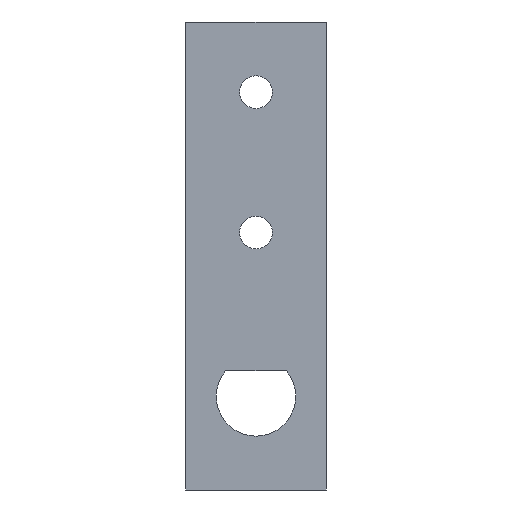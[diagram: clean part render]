
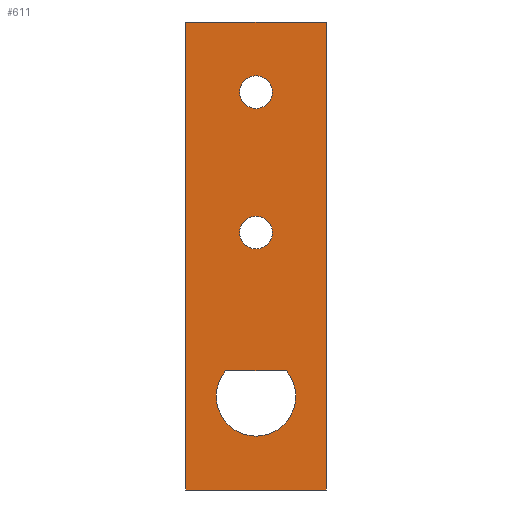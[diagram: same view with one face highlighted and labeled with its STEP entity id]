
A CAD part, front view. The second image highlights one B-rep face of the part: STEP entity #611.
In plain terms, the highlighted planar face has unit normal (0, -1, 0).
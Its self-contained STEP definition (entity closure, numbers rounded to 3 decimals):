
#24 = VERTEX_POINT('',#25);
#25 = CARTESIAN_POINT('',(-15.,-20.,-40.));
#32 = PLANE('',#33);
#33 = AXIS2_PLACEMENT_3D('',#34,#35,#36);
#34 = CARTESIAN_POINT('',(-15.,0.,-40.));
#35 = DIRECTION('',(-1.,0.,0.));
#36 = DIRECTION('',(0.,0.,1.));
#44 = PLANE('',#45);
#45 = AXIS2_PLACEMENT_3D('',#46,#47,#48);
#46 = CARTESIAN_POINT('',(15.,0.,-40.));
#47 = DIRECTION('',(0.,0.,-1.));
#48 = DIRECTION('',(-1.,0.,0.));
#56 = EDGE_CURVE('',#24,#57,#59,.T.);
#57 = VERTEX_POINT('',#58);
#58 = CARTESIAN_POINT('',(-15.,-20.,60.));
#59 = SURFACE_CURVE('',#60,(#64,#71),.PCURVE_S1.);
#60 = LINE('',#61,#62);
#61 = CARTESIAN_POINT('',(-15.,-20.,-40.));
#62 = VECTOR('',#63,1.);
#63 = DIRECTION('',(0.,0.,1.));
#64 = PCURVE('',#32,#65);
#65 = DEFINITIONAL_REPRESENTATION('',(#66),#70);
#66 = LINE('',#67,#68);
#67 = CARTESIAN_POINT('',(0.,-20.));
#68 = VECTOR('',#69,1.);
#69 = DIRECTION('',(1.,0.));
#70 = ( GEOMETRIC_REPRESENTATION_CONTEXT(2) 
PARAMETRIC_REPRESENTATION_CONTEXT() REPRESENTATION_CONTEXT('2D SPACE',''
  ) );
#71 = PCURVE('',#72,#77);
#72 = PLANE('',#73);
#73 = AXIS2_PLACEMENT_3D('',#74,#75,#76);
#74 = CARTESIAN_POINT('',(0.,-20.,10.));
#75 = DIRECTION('',(0.,1.,0.));
#76 = DIRECTION('',(0.,0.,1.));
#77 = DEFINITIONAL_REPRESENTATION('',(#78),#82);
#78 = LINE('',#79,#80);
#79 = CARTESIAN_POINT('',(-50.,-15.));
#80 = VECTOR('',#81,1.);
#81 = DIRECTION('',(1.,0.));
#82 = ( GEOMETRIC_REPRESENTATION_CONTEXT(2) 
PARAMETRIC_REPRESENTATION_CONTEXT() REPRESENTATION_CONTEXT('2D SPACE',''
  ) );
#100 = PLANE('',#101);
#101 = AXIS2_PLACEMENT_3D('',#102,#103,#104);
#102 = CARTESIAN_POINT('',(-15.,0.,60.));
#103 = DIRECTION('',(0.,0.,1.));
#104 = DIRECTION('',(1.,0.,0.));
#172 = VERTEX_POINT('',#173);
#173 = CARTESIAN_POINT('',(15.,-20.,-40.));
#187 = PLANE('',#188);
#188 = AXIS2_PLACEMENT_3D('',#189,#190,#191);
#189 = CARTESIAN_POINT('',(15.,0.,60.));
#190 = DIRECTION('',(1.,0.,0.));
#191 = DIRECTION('',(0.,0.,-1.));
#199 = EDGE_CURVE('',#172,#24,#200,.T.);
#200 = SURFACE_CURVE('',#201,(#205,#212),.PCURVE_S1.);
#201 = LINE('',#202,#203);
#202 = CARTESIAN_POINT('',(15.,-20.,-40.));
#203 = VECTOR('',#204,1.);
#204 = DIRECTION('',(-1.,0.,0.));
#205 = PCURVE('',#44,#206);
#206 = DEFINITIONAL_REPRESENTATION('',(#207),#211);
#207 = LINE('',#208,#209);
#208 = CARTESIAN_POINT('',(0.,-20.));
#209 = VECTOR('',#210,1.);
#210 = DIRECTION('',(1.,0.));
#211 = ( GEOMETRIC_REPRESENTATION_CONTEXT(2) 
PARAMETRIC_REPRESENTATION_CONTEXT() REPRESENTATION_CONTEXT('2D SPACE',''
  ) );
#212 = PCURVE('',#72,#213);
#213 = DEFINITIONAL_REPRESENTATION('',(#214),#218);
#214 = LINE('',#215,#216);
#215 = CARTESIAN_POINT('',(-50.,15.));
#216 = VECTOR('',#217,1.);
#217 = DIRECTION('',(0.,-1.));
#218 = ( GEOMETRIC_REPRESENTATION_CONTEXT(2) 
PARAMETRIC_REPRESENTATION_CONTEXT() REPRESENTATION_CONTEXT('2D SPACE',''
  ) );
#277 = EDGE_CURVE('',#57,#278,#280,.T.);
#278 = VERTEX_POINT('',#279);
#279 = CARTESIAN_POINT('',(15.,-20.,60.));
#280 = SURFACE_CURVE('',#281,(#285,#292),.PCURVE_S1.);
#281 = LINE('',#282,#283);
#282 = CARTESIAN_POINT('',(-15.,-20.,60.));
#283 = VECTOR('',#284,1.);
#284 = DIRECTION('',(1.,0.,0.));
#285 = PCURVE('',#100,#286);
#286 = DEFINITIONAL_REPRESENTATION('',(#287),#291);
#287 = LINE('',#288,#289);
#288 = CARTESIAN_POINT('',(0.,-20.));
#289 = VECTOR('',#290,1.);
#290 = DIRECTION('',(1.,0.));
#291 = ( GEOMETRIC_REPRESENTATION_CONTEXT(2) 
PARAMETRIC_REPRESENTATION_CONTEXT() REPRESENTATION_CONTEXT('2D SPACE',''
  ) );
#292 = PCURVE('',#72,#293);
#293 = DEFINITIONAL_REPRESENTATION('',(#294),#298);
#294 = LINE('',#295,#296);
#295 = CARTESIAN_POINT('',(50.,-15.));
#296 = VECTOR('',#297,1.);
#297 = DIRECTION('',(0.,1.));
#298 = ( GEOMETRIC_REPRESENTATION_CONTEXT(2) 
PARAMETRIC_REPRESENTATION_CONTEXT() REPRESENTATION_CONTEXT('2D SPACE',''
  ) );
#423 = PLANE('',#424);
#424 = AXIS2_PLACEMENT_3D('',#425,#426,#427);
#425 = CARTESIAN_POINT('',(-6.481,-20.,-14.5));
#426 = DIRECTION('',(0.,0.,-1.));
#427 = DIRECTION('',(1.,0.,0.));
#454 = CYLINDRICAL_SURFACE('',#455,8.5);
#455 = AXIS2_PLACEMENT_3D('',#456,#457,#458);
#456 = CARTESIAN_POINT('',(0.,-20.,-20.));
#457 = DIRECTION('',(0.,-1.,0.));
#458 = DIRECTION('',(1.,0.,0.));
#489 = CYLINDRICAL_SURFACE('',#490,3.5);
#490 = AXIS2_PLACEMENT_3D('',#491,#492,#493);
#491 = CARTESIAN_POINT('',(0.,-20.,15.));
#492 = DIRECTION('',(0.,-1.,0.));
#493 = DIRECTION('',(1.,0.,0.));
#524 = CYLINDRICAL_SURFACE('',#525,3.5);
#525 = AXIS2_PLACEMENT_3D('',#526,#527,#528);
#526 = CARTESIAN_POINT('',(0.,-20.,45.));
#527 = DIRECTION('',(0.,-1.,0.));
#528 = DIRECTION('',(1.,0.,0.));
#611 = ADVANCED_FACE('',(#612,#638,#691,#721),#72,.F.);
#612 = FACE_BOUND('',#613,.F.);
#613 = EDGE_LOOP('',(#614,#615,#616,#637));
#614 = ORIENTED_EDGE('',*,*,#56,.T.);
#615 = ORIENTED_EDGE('',*,*,#277,.T.);
#616 = ORIENTED_EDGE('',*,*,#617,.T.);
#617 = EDGE_CURVE('',#278,#172,#618,.T.);
#618 = SURFACE_CURVE('',#619,(#623,#630),.PCURVE_S1.);
#619 = LINE('',#620,#621);
#620 = CARTESIAN_POINT('',(15.,-20.,60.));
#621 = VECTOR('',#622,1.);
#622 = DIRECTION('',(0.,0.,-1.));
#623 = PCURVE('',#72,#624);
#624 = DEFINITIONAL_REPRESENTATION('',(#625),#629);
#625 = LINE('',#626,#627);
#626 = CARTESIAN_POINT('',(50.,15.));
#627 = VECTOR('',#628,1.);
#628 = DIRECTION('',(-1.,0.));
#629 = ( GEOMETRIC_REPRESENTATION_CONTEXT(2) 
PARAMETRIC_REPRESENTATION_CONTEXT() REPRESENTATION_CONTEXT('2D SPACE',''
  ) );
#630 = PCURVE('',#187,#631);
#631 = DEFINITIONAL_REPRESENTATION('',(#632),#636);
#632 = LINE('',#633,#634);
#633 = CARTESIAN_POINT('',(0.,-20.));
#634 = VECTOR('',#635,1.);
#635 = DIRECTION('',(1.,0.));
#636 = ( GEOMETRIC_REPRESENTATION_CONTEXT(2) 
PARAMETRIC_REPRESENTATION_CONTEXT() REPRESENTATION_CONTEXT('2D SPACE',''
  ) );
#637 = ORIENTED_EDGE('',*,*,#199,.T.);
#638 = FACE_BOUND('',#639,.F.);
#639 = EDGE_LOOP('',(#640,#665));
#640 = ORIENTED_EDGE('',*,*,#641,.F.);
#641 = EDGE_CURVE('',#642,#644,#646,.T.);
#642 = VERTEX_POINT('',#643);
#643 = CARTESIAN_POINT('',(-6.481,-20.,-14.5));
#644 = VERTEX_POINT('',#645);
#645 = CARTESIAN_POINT('',(6.481,-20.,-14.5));
#646 = SURFACE_CURVE('',#647,(#651,#658),.PCURVE_S1.);
#647 = LINE('',#648,#649);
#648 = CARTESIAN_POINT('',(-6.481,-20.,-14.5));
#649 = VECTOR('',#650,1.);
#650 = DIRECTION('',(1.,0.,0.));
#651 = PCURVE('',#72,#652);
#652 = DEFINITIONAL_REPRESENTATION('',(#653),#657);
#653 = LINE('',#654,#655);
#654 = CARTESIAN_POINT('',(-24.5,-6.481));
#655 = VECTOR('',#656,1.);
#656 = DIRECTION('',(0.,1.));
#657 = ( GEOMETRIC_REPRESENTATION_CONTEXT(2) 
PARAMETRIC_REPRESENTATION_CONTEXT() REPRESENTATION_CONTEXT('2D SPACE',''
  ) );
#658 = PCURVE('',#423,#659);
#659 = DEFINITIONAL_REPRESENTATION('',(#660),#664);
#660 = LINE('',#661,#662);
#661 = CARTESIAN_POINT('',(0.,0.));
#662 = VECTOR('',#663,1.);
#663 = DIRECTION('',(1.,0.));
#664 = ( GEOMETRIC_REPRESENTATION_CONTEXT(2) 
PARAMETRIC_REPRESENTATION_CONTEXT() REPRESENTATION_CONTEXT('2D SPACE',''
  ) );
#665 = ORIENTED_EDGE('',*,*,#666,.T.);
#666 = EDGE_CURVE('',#642,#644,#667,.T.);
#667 = SURFACE_CURVE('',#668,(#673,#684),.PCURVE_S1.);
#668 = CIRCLE('',#669,8.5);
#669 = AXIS2_PLACEMENT_3D('',#670,#671,#672);
#670 = CARTESIAN_POINT('',(0.,-20.,-20.));
#671 = DIRECTION('',(0.,-1.,0.));
#672 = DIRECTION('',(1.,0.,0.));
#673 = PCURVE('',#72,#674);
#674 = DEFINITIONAL_REPRESENTATION('',(#675),#683);
#675 = ( BOUNDED_CURVE() B_SPLINE_CURVE(2,(#676,#677,#678,#679,#680,#681
,#682),.UNSPECIFIED.,.T.,.F.) B_SPLINE_CURVE_WITH_KNOTS((1,2,2,2,2,1),(
    -2.094,0.,2.094,4.189,6.283,
8.378),.UNSPECIFIED.) CURVE() GEOMETRIC_REPRESENTATION_ITEM() 
RATIONAL_B_SPLINE_CURVE((1.,0.5,1.,0.5,1.,0.5,1.)) REPRESENTATION_ITEM(
  '') );
#676 = CARTESIAN_POINT('',(-30.,8.5));
#677 = CARTESIAN_POINT('',(-15.278,8.5));
#678 = CARTESIAN_POINT('',(-22.639,-4.25));
#679 = CARTESIAN_POINT('',(-30.,-17.));
#680 = CARTESIAN_POINT('',(-37.361,-4.25));
#681 = CARTESIAN_POINT('',(-44.722,8.5));
#682 = CARTESIAN_POINT('',(-30.,8.5));
#683 = ( GEOMETRIC_REPRESENTATION_CONTEXT(2) 
PARAMETRIC_REPRESENTATION_CONTEXT() REPRESENTATION_CONTEXT('2D SPACE',''
  ) );
#684 = PCURVE('',#454,#685);
#685 = DEFINITIONAL_REPRESENTATION('',(#686),#690);
#686 = LINE('',#687,#688);
#687 = CARTESIAN_POINT('',(0.,0.));
#688 = VECTOR('',#689,1.);
#689 = DIRECTION('',(1.,0.));
#690 = ( GEOMETRIC_REPRESENTATION_CONTEXT(2) 
PARAMETRIC_REPRESENTATION_CONTEXT() REPRESENTATION_CONTEXT('2D SPACE',''
  ) );
#691 = FACE_BOUND('',#692,.F.);
#692 = EDGE_LOOP('',(#693));
#693 = ORIENTED_EDGE('',*,*,#694,.T.);
#694 = EDGE_CURVE('',#695,#695,#697,.T.);
#695 = VERTEX_POINT('',#696);
#696 = CARTESIAN_POINT('',(3.5,-20.,15.));
#697 = SURFACE_CURVE('',#698,(#703,#714),.PCURVE_S1.);
#698 = CIRCLE('',#699,3.5);
#699 = AXIS2_PLACEMENT_3D('',#700,#701,#702);
#700 = CARTESIAN_POINT('',(0.,-20.,15.));
#701 = DIRECTION('',(0.,-1.,0.));
#702 = DIRECTION('',(1.,0.,0.));
#703 = PCURVE('',#72,#704);
#704 = DEFINITIONAL_REPRESENTATION('',(#705),#713);
#705 = ( BOUNDED_CURVE() B_SPLINE_CURVE(2,(#706,#707,#708,#709,#710,#711
,#712),.UNSPECIFIED.,.T.,.F.) B_SPLINE_CURVE_WITH_KNOTS((1,2,2,2,2,1),(
    -2.094,0.,2.094,4.189,6.283,
8.378),.UNSPECIFIED.) CURVE() GEOMETRIC_REPRESENTATION_ITEM() 
RATIONAL_B_SPLINE_CURVE((1.,0.5,1.,0.5,1.,0.5,1.)) REPRESENTATION_ITEM(
  '') );
#706 = CARTESIAN_POINT('',(5.,3.5));
#707 = CARTESIAN_POINT('',(11.062,3.5));
#708 = CARTESIAN_POINT('',(8.031,-1.75));
#709 = CARTESIAN_POINT('',(5.,-7.));
#710 = CARTESIAN_POINT('',(1.969,-1.75));
#711 = CARTESIAN_POINT('',(-1.062,3.5));
#712 = CARTESIAN_POINT('',(5.,3.5));
#713 = ( GEOMETRIC_REPRESENTATION_CONTEXT(2) 
PARAMETRIC_REPRESENTATION_CONTEXT() REPRESENTATION_CONTEXT('2D SPACE',''
  ) );
#714 = PCURVE('',#489,#715);
#715 = DEFINITIONAL_REPRESENTATION('',(#716),#720);
#716 = LINE('',#717,#718);
#717 = CARTESIAN_POINT('',(0.,0.));
#718 = VECTOR('',#719,1.);
#719 = DIRECTION('',(1.,0.));
#720 = ( GEOMETRIC_REPRESENTATION_CONTEXT(2) 
PARAMETRIC_REPRESENTATION_CONTEXT() REPRESENTATION_CONTEXT('2D SPACE',''
  ) );
#721 = FACE_BOUND('',#722,.F.);
#722 = EDGE_LOOP('',(#723));
#723 = ORIENTED_EDGE('',*,*,#724,.T.);
#724 = EDGE_CURVE('',#725,#725,#727,.T.);
#725 = VERTEX_POINT('',#726);
#726 = CARTESIAN_POINT('',(3.5,-20.,45.));
#727 = SURFACE_CURVE('',#728,(#733,#744),.PCURVE_S1.);
#728 = CIRCLE('',#729,3.5);
#729 = AXIS2_PLACEMENT_3D('',#730,#731,#732);
#730 = CARTESIAN_POINT('',(0.,-20.,45.));
#731 = DIRECTION('',(0.,-1.,0.));
#732 = DIRECTION('',(1.,0.,0.));
#733 = PCURVE('',#72,#734);
#734 = DEFINITIONAL_REPRESENTATION('',(#735),#743);
#735 = ( BOUNDED_CURVE() B_SPLINE_CURVE(2,(#736,#737,#738,#739,#740,#741
,#742),.UNSPECIFIED.,.T.,.F.) B_SPLINE_CURVE_WITH_KNOTS((1,2,2,2,2,1),(
    -2.094,0.,2.094,4.189,6.283,
8.378),.UNSPECIFIED.) CURVE() GEOMETRIC_REPRESENTATION_ITEM() 
RATIONAL_B_SPLINE_CURVE((1.,0.5,1.,0.5,1.,0.5,1.)) REPRESENTATION_ITEM(
  '') );
#736 = CARTESIAN_POINT('',(35.,3.5));
#737 = CARTESIAN_POINT('',(41.062,3.5));
#738 = CARTESIAN_POINT('',(38.031,-1.75));
#739 = CARTESIAN_POINT('',(35.,-7.));
#740 = CARTESIAN_POINT('',(31.969,-1.75));
#741 = CARTESIAN_POINT('',(28.938,3.5));
#742 = CARTESIAN_POINT('',(35.,3.5));
#743 = ( GEOMETRIC_REPRESENTATION_CONTEXT(2) 
PARAMETRIC_REPRESENTATION_CONTEXT() REPRESENTATION_CONTEXT('2D SPACE',''
  ) );
#744 = PCURVE('',#524,#745);
#745 = DEFINITIONAL_REPRESENTATION('',(#746),#750);
#746 = LINE('',#747,#748);
#747 = CARTESIAN_POINT('',(0.,0.));
#748 = VECTOR('',#749,1.);
#749 = DIRECTION('',(1.,0.));
#750 = ( GEOMETRIC_REPRESENTATION_CONTEXT(2) 
PARAMETRIC_REPRESENTATION_CONTEXT() REPRESENTATION_CONTEXT('2D SPACE',''
  ) );
